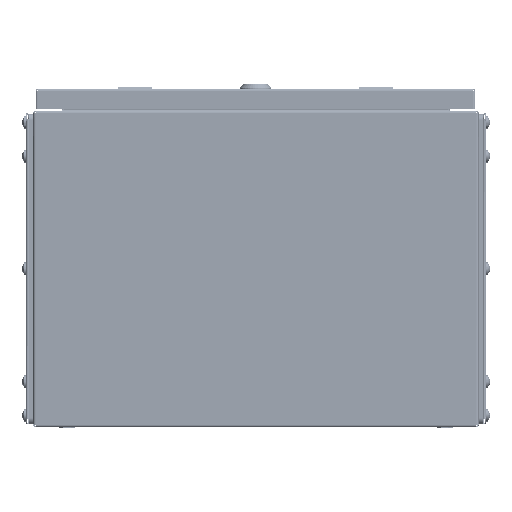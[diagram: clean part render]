
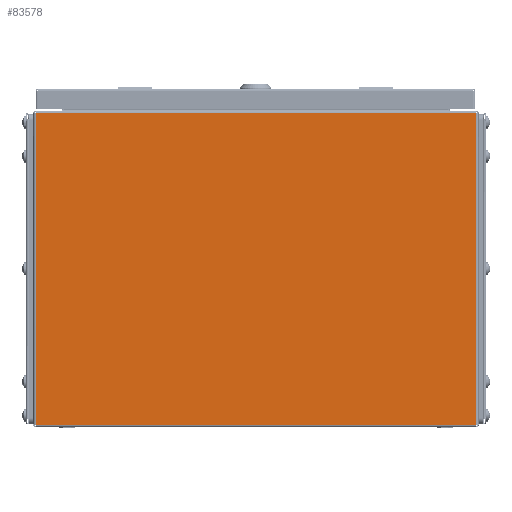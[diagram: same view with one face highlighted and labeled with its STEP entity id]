
A CAD part, left-side view. The second image highlights one B-rep face of the part: STEP entity #83578.
In plain terms, the highlighted planar face has unit normal (-1, 0, 0).
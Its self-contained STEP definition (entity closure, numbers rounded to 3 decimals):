
#1751 = ORIENTED_EDGE ( 'NONE', *, *, #19152, .T. ) ;
#8657 = DIRECTION ( 'NONE',  ( 1., 0., 0. ) ) ;
#9063 = EDGE_CURVE ( 'NONE', #70112, #88151, #57316, .T. ) ;
#9100 = FACE_OUTER_BOUND ( 'NONE', #15916, .T. ) ;
#11183 = CARTESIAN_POINT ( 'NONE',  ( -200., 195.5, 0. ) ) ;
#11620 = DIRECTION ( 'NONE',  ( 0., 0., -1. ) ) ;
#15111 = VECTOR ( 'NONE', #60379, 1000. ) ;
#15916 = EDGE_LOOP ( 'NONE', ( #1751, #24931, #69309, #55833 ) ) ;
#18229 = CARTESIAN_POINT ( 'NONE',  ( -200., 195.5, 1. ) ) ;
#19152 = EDGE_CURVE ( 'NONE', #88151, #19794, #52694, .T. ) ;
#19794 = VERTEX_POINT ( 'NONE', #65775 ) ;
#24284 = DIRECTION ( 'NONE',  ( 0., 0., -1. ) ) ;
#24927 = DIRECTION ( 'NONE',  ( 0., 1., 0. ) ) ;
#24931 = ORIENTED_EDGE ( 'NONE', *, *, #34521, .T. ) ;
#29408 = VECTOR ( 'NONE', #39701, 1000. ) ;
#29864 = CARTESIAN_POINT ( 'NONE',  ( -200., -195.5, 277.5 ) ) ;
#32035 = CARTESIAN_POINT ( 'NONE',  ( -200., 195.5, 1. ) ) ;
#33889 = CARTESIAN_POINT ( 'NONE',  ( -200., -195.5, 277.5 ) ) ;
#34521 = EDGE_CURVE ( 'NONE', #19794, #47140, #45598, .T. ) ;
#37384 = VECTOR ( 'NONE', #24927, 1000. ) ;
#39701 = DIRECTION ( 'NONE',  ( 0., 1., 0. ) ) ;
#45598 = LINE ( 'NONE', #11183, #86032 ) ;
#47140 = VERTEX_POINT ( 'NONE', #32035 ) ;
#47937 = EDGE_CURVE ( 'NONE', #70112, #47140, #70969, .T. ) ;
#50638 = CARTESIAN_POINT ( 'NONE',  ( -200., 0., 0. ) ) ;
#52694 = LINE ( 'NONE', #33889, #29408 ) ;
#55833 = ORIENTED_EDGE ( 'NONE', *, *, #9063, .T. ) ;
#57316 = LINE ( 'NONE', #84577, #15111 ) ;
#60379 = DIRECTION ( 'NONE',  ( 0., 0., 1. ) ) ;
#63598 = PLANE ( 'NONE',  #76647 ) ;
#65775 = CARTESIAN_POINT ( 'NONE',  ( -200., 195.5, 277.5 ) ) ;
#69309 = ORIENTED_EDGE ( 'NONE', *, *, #47937, .F. ) ;
#70112 = VERTEX_POINT ( 'NONE', #75134 ) ;
#70969 = LINE ( 'NONE', #18229, #37384 ) ;
#75134 = CARTESIAN_POINT ( 'NONE',  ( -200., -195.5, 1. ) ) ;
#76647 = AXIS2_PLACEMENT_3D ( 'NONE', #50638, #8657, #24284 ) ;
#83578 = ADVANCED_FACE ( 'NONE', ( #9100 ), #63598, .F. ) ;
#84577 = CARTESIAN_POINT ( 'NONE',  ( -200., -195.5, 0. ) ) ;
#86032 = VECTOR ( 'NONE', #11620, 1000. ) ;
#88151 = VERTEX_POINT ( 'NONE', #29864 ) ;
